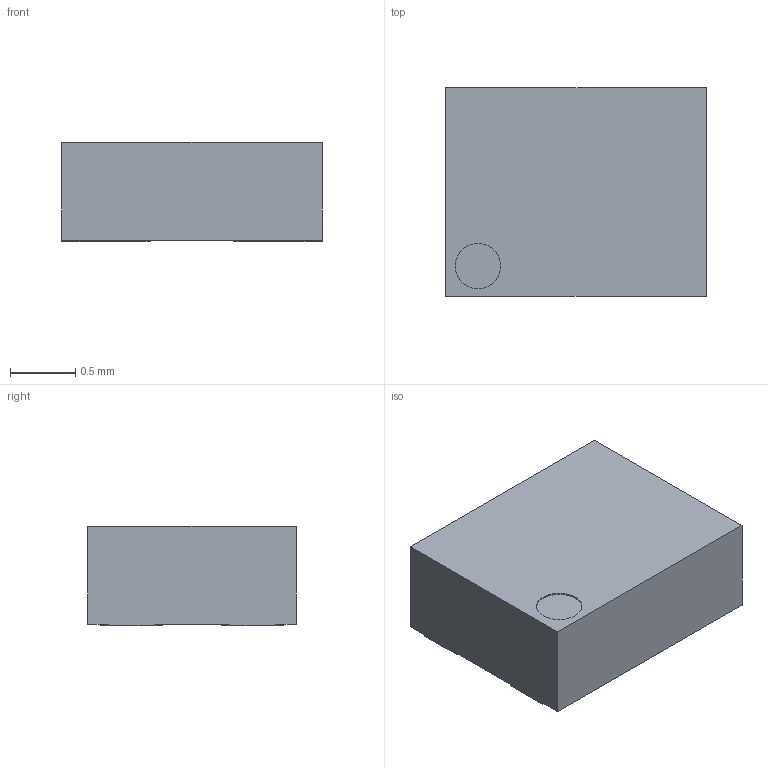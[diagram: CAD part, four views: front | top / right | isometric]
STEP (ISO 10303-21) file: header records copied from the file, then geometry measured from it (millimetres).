
FILE_DESCRIPTION (( 'STEP AP214' ), '1' );
FILE_NAME ('SITIME_2x1.6x0.75.STEP', '2022-02-21T14:35:17', ( '' ), ( '' ), 'SwSTEP 2.0', 'SolidWorks 2019', '' );
FILE_SCHEMA (( 'AUTOMOTIVE_DESIGN' ));
Length unit declared in the file: millimetre
Products named in the file (1): SITIME_2x1.6x0.75
Bounding box: 2 x 1.6 x 0.76 mm (x, y, z)
Volume: 2.4 mm3; surface area: 11.9 mm2
Topology: 1 solids, 1 shells, 57 faces, 162 edges, 108 vertices
Faces by surface type: plane 40, cylinder 17
Entity records: 2478 total; most frequent: CARTESIAN_POINT 328, ORIENTED_EDGE 324, DIRECTION 312, EDGE_CURVE 162, VECTOR 128, LINE 128, VERTEX_POINT 108, AXIS2_PLACEMENT_3D 92
